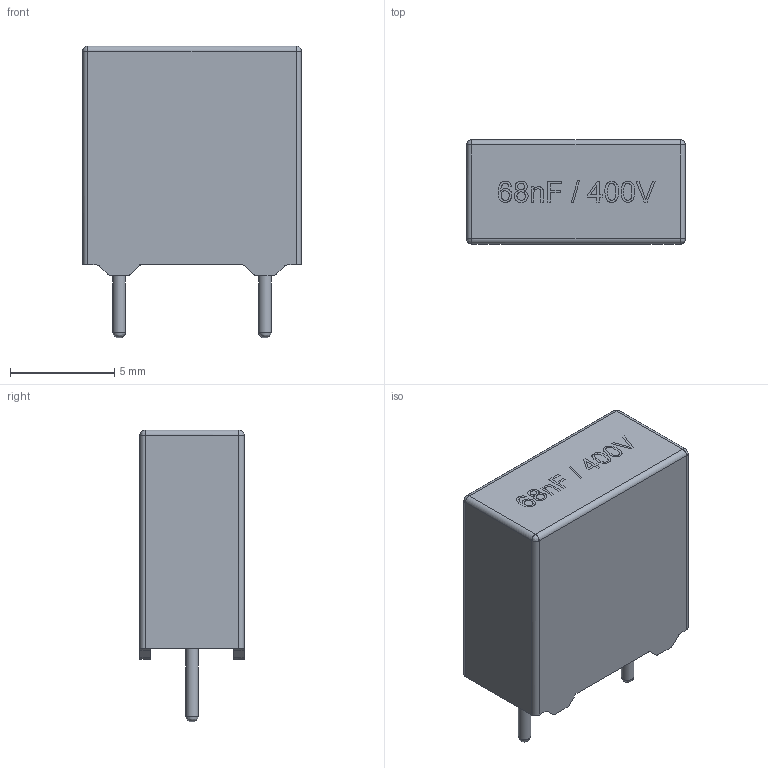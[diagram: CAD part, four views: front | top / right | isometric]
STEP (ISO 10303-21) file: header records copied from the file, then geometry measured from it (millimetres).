
FILE_DESCRIPTION(/* description */ (''),/* implementation_level */ '2;1');
FILE_NAME(/* name */ 'Film Capacitor L10,5xW5xH11mm 68nF 400V',/* time_stamp */ '2019-12-26T12:53:26+01:00',/* author */ (''),/* organization */ (''),/* preprocessor_version */ 'ST-DEVELOPER v16.5',/* originating_system */ '',/* authorisation */ '');
FILE_SCHEMA (('AUTOMOTIVE_DESIGN'));
Length unit declared in the file: millimetre
Products named in the file (1): Document
Bounding box: 10.5 x 5 x 14 mm (x, y, z)
Surface area: 744.4 mm2 (no closed solid volume)
Topology: 0 solids, 19 shells, 88 faces, 305 edges, 237 vertices
Faces by surface type: plane 44, bspline 44
Entity records: 3811 total; most frequent: CARTESIAN_POINT 1914, ORIENTED_EDGE 486, EDGE_CURVE 305, VERTEX_POINT 237, B_SPLINE_CURVE_WITH_KNOTS 229, EDGE_LOOP 103, ADVANCED_FACE 88, FACE_OUTER_BOUND 88
